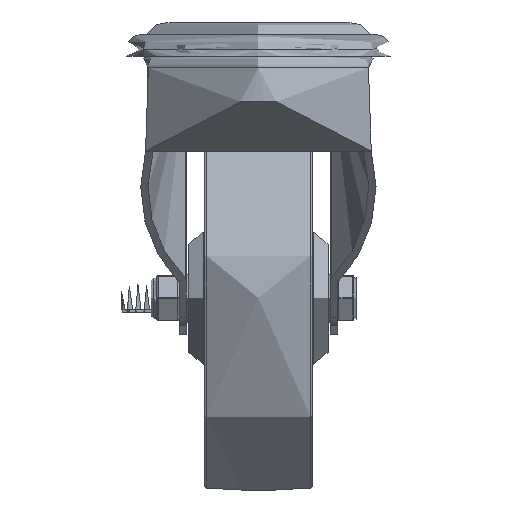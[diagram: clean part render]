
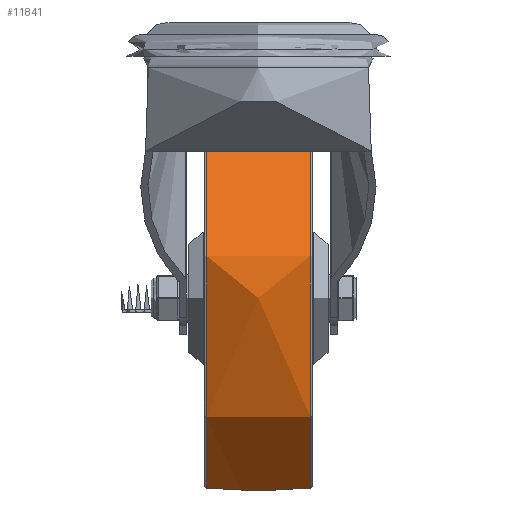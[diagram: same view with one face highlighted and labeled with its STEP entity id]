
A CAD part, left-side view. The second image highlights one B-rep face of the part: STEP entity #11841.
In plain terms, the highlighted free-form (B-spline) face has degree [2, 2] with [3, 9] control points.
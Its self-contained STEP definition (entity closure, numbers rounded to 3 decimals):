
#184=(
BOUNDED_SURFACE()
B_SPLINE_SURFACE(2,2,((#20851,#20852,#20853,#20854,#20855,#20856,#20857,
#20858,#20859),(#20860,#20861,#20862,#20863,#20864,#20865,#20866,#20867,
#20868),(#20869,#20870,#20871,#20872,#20873,#20874,#20875,#20876,#20877)),
 .UNSPECIFIED.,.F.,.T.,.F.)
B_SPLINE_SURFACE_WITH_KNOTS((3,3),(3,2,2,2,3),(-0.085,0.085),
(-3.142,-1.571,0.,1.571,3.142),
 .UNSPECIFIED.)
GEOMETRIC_REPRESENTATION_ITEM()
RATIONAL_B_SPLINE_SURFACE(((1.,0.707,1.,0.707,1.,
0.707,1.,0.707,1.),(0.996,0.705,
0.996,0.705,0.996,0.705,
0.996,0.705,0.996),(1.,0.707,
1.,0.707,1.,0.707,1.,0.707,1.)))
REPRESENTATION_ITEM('')
SURFACE()
);
#1429=FACE_OUTER_BOUND('',#2158,.T.);
#2158=EDGE_LOOP('',(#9674,#9675,#9676,#9677));
#4681=CIRCLE('',#13026,79.08);
#4683=CIRCLE('',#13028,79.08);
#4684=CIRCLE('',#13029,253.625);
#5533=VERTEX_POINT('',#20848);
#5534=VERTEX_POINT('',#20878);
#6979=EDGE_CURVE('',#5533,#5533,#4681,.T.);
#6981=EDGE_CURVE('',#5534,#5534,#4683,.T.);
#6982=EDGE_CURVE('',#5534,#5533,#4684,.T.);
#9674=ORIENTED_EDGE('',*,*,#6981,.F.);
#9675=ORIENTED_EDGE('',*,*,#6982,.T.);
#9676=ORIENTED_EDGE('',*,*,#6979,.T.);
#9677=ORIENTED_EDGE('',*,*,#6982,.F.);
#11841=ADVANCED_FACE('',(#1429),#184,.F.);
#13026=AXIS2_PLACEMENT_3D('',#20849,#15475,#15476);
#13028=AXIS2_PLACEMENT_3D('',#20879,#15479,#15480);
#13029=AXIS2_PLACEMENT_3D('',#20880,#15481,#15482);
#15475=DIRECTION('center_axis',(0.,1.,0.));
#15476=DIRECTION('ref_axis',(1.,0.,0.));
#15479=DIRECTION('center_axis',(0.,1.,0.));
#15480=DIRECTION('ref_axis',(1.,0.,0.));
#15481=DIRECTION('center_axis',(-1.,0.,0.));
#15482=DIRECTION('ref_axis',(0.,0.,-1.));
#20848=CARTESIAN_POINT('',(0.,-21.585,-79.08));
#20849=CARTESIAN_POINT('Origin',(0.,-21.585,0.));
#20851=CARTESIAN_POINT('Ctrl Pts',(0.,-21.585,-79.08));
#20852=CARTESIAN_POINT('Ctrl Pts',(-79.08,-21.585,-79.08));
#20853=CARTESIAN_POINT('Ctrl Pts',(-79.08,-21.585,0.));
#20854=CARTESIAN_POINT('Ctrl Pts',(-79.08,-21.585,79.08));
#20855=CARTESIAN_POINT('Ctrl Pts',(0.,-21.585,79.08));
#20856=CARTESIAN_POINT('Ctrl Pts',(79.08,-21.585,79.08));
#20857=CARTESIAN_POINT('Ctrl Pts',(79.08,-21.585,0.));
#20858=CARTESIAN_POINT('Ctrl Pts',(79.08,-21.585,-79.08));
#20859=CARTESIAN_POINT('Ctrl Pts',(0.,-21.585,-79.08));
#20860=CARTESIAN_POINT('Ctrl Pts',(0.,0.,-80.924));
#20861=CARTESIAN_POINT('Ctrl Pts',(-80.924,0.,-80.924));
#20862=CARTESIAN_POINT('Ctrl Pts',(-80.924,0.,0.));
#20863=CARTESIAN_POINT('Ctrl Pts',(-80.924,0.,80.924));
#20864=CARTESIAN_POINT('Ctrl Pts',(0.,0.,80.924));
#20865=CARTESIAN_POINT('Ctrl Pts',(80.924,0.,80.924));
#20866=CARTESIAN_POINT('Ctrl Pts',(80.924,0.,0.));
#20867=CARTESIAN_POINT('Ctrl Pts',(80.924,0.,-80.924));
#20868=CARTESIAN_POINT('Ctrl Pts',(0.,0.,-80.924));
#20869=CARTESIAN_POINT('Ctrl Pts',(0.,21.585,-79.08));
#20870=CARTESIAN_POINT('Ctrl Pts',(-79.08,21.585,-79.08));
#20871=CARTESIAN_POINT('Ctrl Pts',(-79.08,21.585,0.));
#20872=CARTESIAN_POINT('Ctrl Pts',(-79.08,21.585,79.08));
#20873=CARTESIAN_POINT('Ctrl Pts',(0.,21.585,79.08));
#20874=CARTESIAN_POINT('Ctrl Pts',(79.08,21.585,79.08));
#20875=CARTESIAN_POINT('Ctrl Pts',(79.08,21.585,0.));
#20876=CARTESIAN_POINT('Ctrl Pts',(79.08,21.585,-79.08));
#20877=CARTESIAN_POINT('Ctrl Pts',(0.,21.585,-79.08));
#20878=CARTESIAN_POINT('',(0.,21.585,-79.08));
#20879=CARTESIAN_POINT('Origin',(0.,21.585,0.));
#20880=CARTESIAN_POINT('Origin',(0.,0.,173.625));
